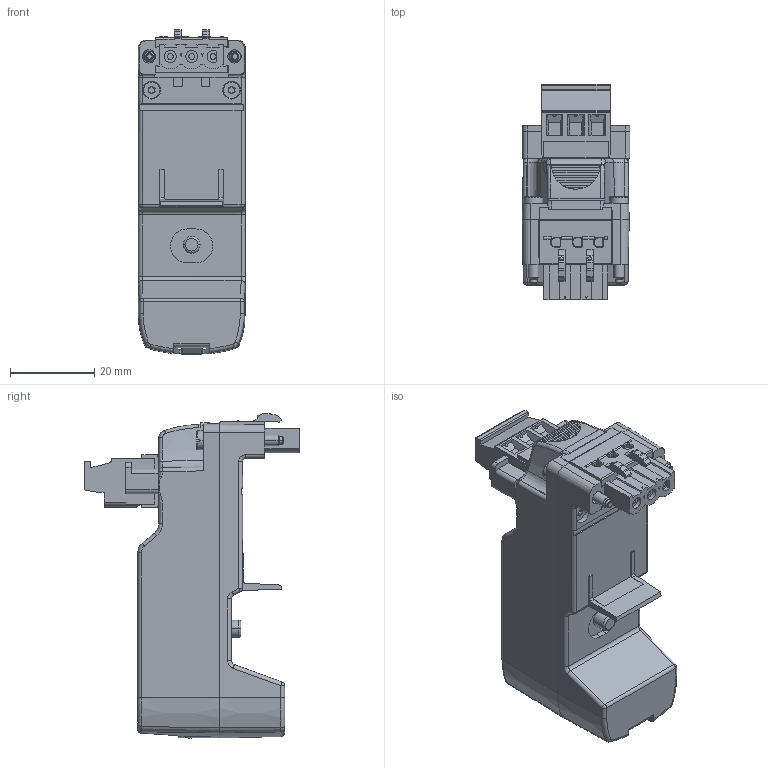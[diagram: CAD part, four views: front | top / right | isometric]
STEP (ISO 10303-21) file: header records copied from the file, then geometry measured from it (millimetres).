
FILE_DESCRIPTION((''),'2;1');
FILE_NAME('DM_CAD-2085_SW0001','2015-03-11T',('Creinig-se'),(''),'PRO/ENGINEER BY PARAMETRIC TECHNOLOGY CORPORATION, 2013050','PRO/ENGINEER BY PARAMETRIC TECHNOLOGY CORPORATION, 2013050','');
FILE_SCHEMA(('CONFIG_CONTROL_DESIGN'));
Length unit declared in the file: millimetre
Products named in the file (1): DM_CAD-2085_SW0001
Bounding box: 25.54 x 51.2 x 76.99 mm (x, y, z)
Volume: 46431 mm3; surface area: 14564.7 mm2
Topology: 1 solids, 1 shells, 951 faces, 2452 edges, 1544 vertices
Faces by surface type: plane 507, cylinder 258, cone 96, bspline 56, torus 22, sphere 12
Entity records: 38434 total; most frequent: CARTESIAN_POINT 9050, ORIENTED_EDGE 4894, DIRECTION 4582, EDGE_CURVE 2447, AXIS2_PLACEMENT_3D 1564, VERTEX_POINT 1544, VECTOR 1454, LINE 1454
